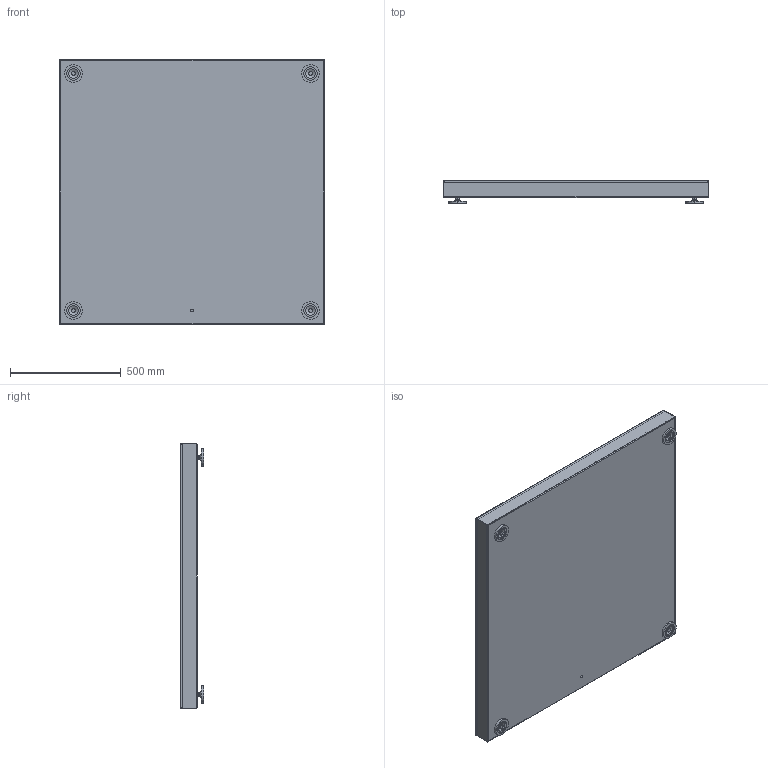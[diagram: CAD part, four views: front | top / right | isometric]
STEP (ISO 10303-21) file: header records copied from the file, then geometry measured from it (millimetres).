
FILE_DESCRIPTION (( 'STEP AP214' ), '1' );
FILE_NAME ('AC-1200x1200x105.STEP', '2023-03-25T03:26:12', ( '' ), ( '' ), 'SwSTEP 2.0', 'SolidWorks 2022', '' );
FILE_SCHEMA (( 'AUTOMOTIVE_DESIGN' ));
Length unit declared in the file: millimetre
Products named in the file (8): continuous thread hexagon head bolt_a_jis_JIS B 1180 Continuous thread hexagon head bolt A M12 x 45 --N; hexagon nut style 1_ab_jis_JIS B 1181 Hexagon nut - style 1 A M12 - W --N; AC-1200x1200x105; AC-1200x1200上蓋; M12腳座; AC-1190x1190下板; AC-1194x1194上板
Assembly tree (10 placements, depth 3):
  AC-1200x1200x105
    AC-1190x1190下板
    AC-1194x1194上板
    M12腳座  x4
      M12腳座
      continuous thread hexagon head bolt_a_jis_JIS B 1180 Continuous thread hexagon head bolt A M12 x 45 --N
      hexagon nut style 1_ab_jis_JIS B 1181 Hexagon nut - style 1 A M12 - W --N
    AC-1200x1200上蓋
Bounding box: 1200 x 105.06 x 1200 mm (x, y, z)
Volume: 31239163.4 mm3; surface area: 9446993.5 mm2
Topology: 15 solids, 15 shells, 419 faces, 944 edges, 556 vertices
Faces by surface type: plane 161, cylinder 126, cone 120, torus 8, sphere 4
Entity records: 6130 total; most frequent: CARTESIAN_POINT 1131, DIRECTION 1074, ORIENTED_EDGE 932, EDGE_CURVE 466, AXIS2_PLACEMENT_3D 435, VERTEX_POINT 280, CIRCLE 230, EDGE_LOOP 226
